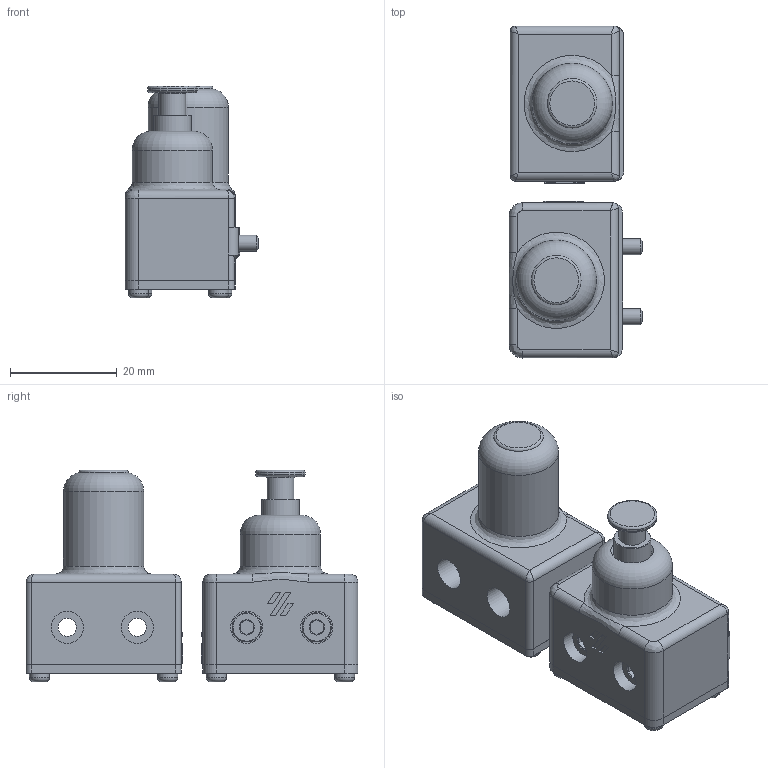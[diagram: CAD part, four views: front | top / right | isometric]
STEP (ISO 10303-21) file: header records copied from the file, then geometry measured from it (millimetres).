
FILE_DESCRIPTION(/* description */ (''),/* implementation_level */ '2;1');
FILE_NAME(/* name */ 'Trident_SexBolt_Z_Endstop v2.step',/* time_stamp */ '2022-10-25T22:16:00-04:00',/* author */ (''),/* organization */ (''),/* preprocessor_version */ 'ST-DEVELOPER v19.2',/* originating_system */ 'Autodesk Translation Framework v11.17.0.187',/* authorisation */ '');
FILE_SCHEMA (('AUTOMOTIVE_DESIGN { 1 0 10303 214 3 1 1 }'));
Length unit declared in the file: millimetre
Products named in the file (20): Trident_SexBolt_Z_Endstop; EndstopHousingVoronLogo; PCB (1); Omron_D2F_F; JST 2 pin; Hardware (1); 5x20 sex-bolt; M4x6 SHCS; M3x20 SHCS; 5x7x8 Sleeve Bearing; M2x10 self tapping; EndstopHousingBlankTrident; Hardware (1) (1); 5x20 sex-bolt (1); M4x6 SHCS (1); 5x7x8 Sleeve Bearing (1); M2x10 self tapping (1); PCB (1) (1); Omron_D2F_F (1); JST 2 pin (1)
Assembly tree (28 placements, depth 4):
  Trident_SexBolt_Z_Endstop
    EndstopHousingVoronLogo
      PCB (1)
        Omron_D2F_F
        JST 2 pin
      Hardware (1)
        M3x20 SHCS  x2
        5x7x8 Sleeve Bearing  x2
        5x20 sex-bolt
        M4x6 SHCS
        M2x10 self tapping  x4
    EndstopHousingBlankTrident
      Hardware (1) (1)
        5x7x8 Sleeve Bearing (1)  x2
        5x20 sex-bolt (1)
        M4x6 SHCS (1)
        M2x10 self tapping (1)  x4
      PCB (1) (1)
        Omron_D2F_F (1)
        JST 2 pin (1)
Bounding box: 25 x 62.08 x 39.59 mm (x, y, z)
Volume: 25144.4 mm3; surface area: 18730.7 mm2
Topology: 30 solids, 32 shells, 1054 faces, 2741 edges, 1794 vertices
Faces by surface type: plane 445, cylinder 359, bspline 184, cone 50, torus 16
Full cylindrical faces by diameter (mm): 1.28 x64, 1.6 x4, 1.7 x12, 2 x2, 2.2 x56, 3 x2, 3.4 x5, 3.5 x2, 3.75 x8, 3.9 x2, 5 x6, 5.5 x2, 6 x4, 6.2 x2, 6.8 x2, 7 x4, 7.2 x2, 8 x2, 9.25 x2, 15 x2
Entity records: 26075 total; most frequent: CARTESIAN_POINT 9782, ORIENTED_EDGE 3324, DIRECTION 3081, EDGE_CURVE 1662, LINE 1123, VECTOR 1123, VERTEX_POINT 1083, AXIS2_PLACEMENT_3D 979
